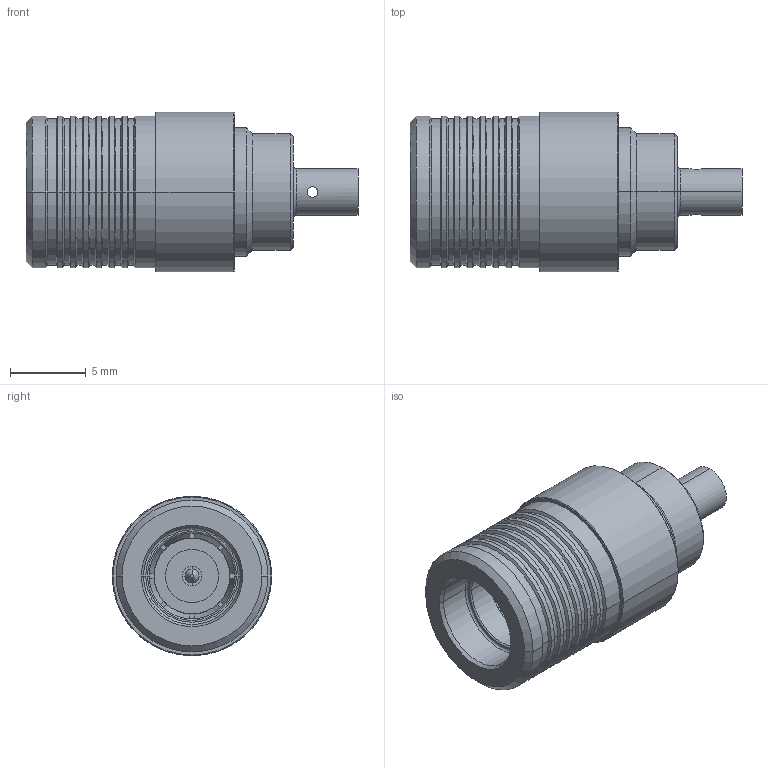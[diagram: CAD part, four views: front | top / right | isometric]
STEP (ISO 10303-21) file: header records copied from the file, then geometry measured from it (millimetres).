
FILE_DESCRIPTION (( 'STEP AP203' ), '1' );
FILE_NAME ('R324.054.L01.STEP', '2014-06-11T12:09:15', ( '' ), ( '' ), 'SwSTEP 2.0', 'SolidWorks 2014', '' );
FILE_SCHEMA (( 'CONFIG_CONTROL_DESIGN' ));
Length unit declared in the file: inch
Products named in the file (1): R324.054.L01
Bounding box: 21.85 x 10.5 x 10.5 mm (x, y, z)
Volume: 927.4 mm3; surface area: 1593.6 mm2
Topology: 1 solids, 4 shells, 320 faces, 786 edges, 485 vertices
Faces by surface type: cylinder 126, cone 104, plane 62, torus 28
Entity records: 10248 total; most frequent: CARTESIAN_POINT 2541, DIRECTION 1674, ORIENTED_EDGE 1568, EDGE_CURVE 784, AXIS2_PLACEMENT_3D 677, VERTEX_POINT 485, CIRCLE 356, EDGE_LOOP 343
